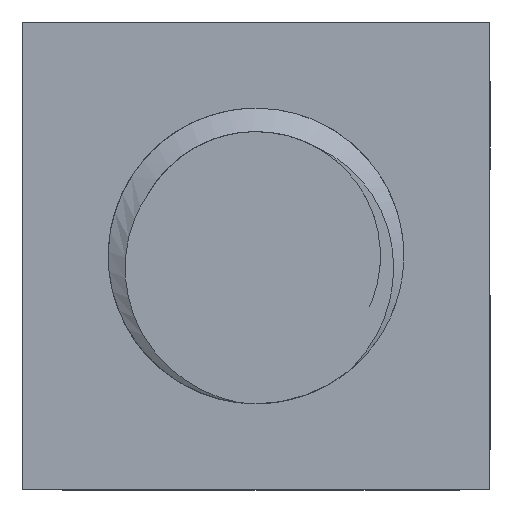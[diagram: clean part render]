
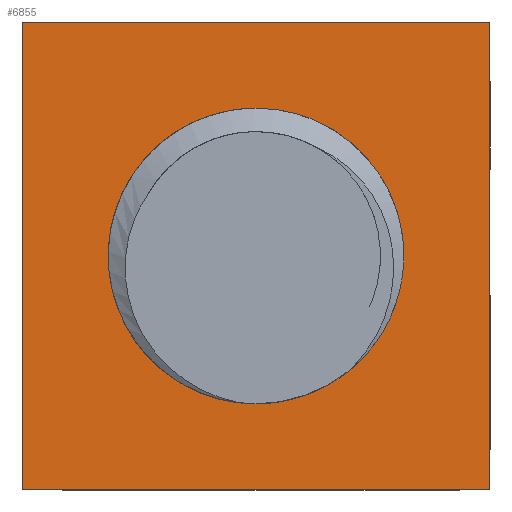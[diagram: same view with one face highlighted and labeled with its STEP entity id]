
A CAD part, front view. The second image highlights one B-rep face of the part: STEP entity #6855.
In plain terms, the highlighted planar face has unit normal (0, -1, 0).
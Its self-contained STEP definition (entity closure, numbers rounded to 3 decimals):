
#232 = CARTESIAN_POINT ( 'NONE',  ( 0., 96., 0. ) ) ;
#340 = LINE ( 'NONE', #8160, #2052 ) ;
#574 = ORIENTED_EDGE ( 'NONE', *, *, #3224, .F. ) ;
#712 = ORIENTED_EDGE ( 'NONE', *, *, #6738, .F. ) ;
#749 = EDGE_LOOP ( 'NONE', ( #3565, #574 ) ) ;
#821 = CARTESIAN_POINT ( 'NONE',  ( -9.5, 96., 9.5 ) ) ;
#953 = FACE_BOUND ( 'NONE', #749, .T. ) ;
#1269 = VERTEX_POINT ( 'NONE', #6572 ) ;
#1468 = VERTEX_POINT ( 'NONE', #5265 ) ;
#1691 = EDGE_CURVE ( 'NONE', #3734, #1958, #4301, .T. ) ;
#1694 = CARTESIAN_POINT ( 'NONE',  ( 0., 96., 0. ) ) ;
#1847 = CARTESIAN_POINT ( 'NONE',  ( 9.5, 96., 9.5 ) ) ;
#1900 = CARTESIAN_POINT ( 'NONE',  ( 9.5, 96., 9.5 ) ) ;
#1958 = VERTEX_POINT ( 'NONE', #1900 ) ;
#2025 = CARTESIAN_POINT ( 'NONE',  ( -9.5, 96., 9.5 ) ) ;
#2052 = VECTOR ( 'NONE', #2342, 1000. ) ;
#2342 = DIRECTION ( 'NONE',  ( -1., 0., 0. ) ) ;
#2540 = EDGE_CURVE ( 'NONE', #1958, #2960, #3249, .T. ) ;
#2823 = CIRCLE ( 'NONE', #4032, 6. ) ;
#2882 = CARTESIAN_POINT ( 'NONE',  ( -9.5, 96., 9.5 ) ) ;
#2930 = CIRCLE ( 'NONE', #5362, 6. ) ;
#2960 = VERTEX_POINT ( 'NONE', #4063 ) ;
#3093 = DIRECTION ( 'NONE',  ( 0., -1., 0. ) ) ;
#3137 = VECTOR ( 'NONE', #3673, 1000. ) ;
#3157 = DIRECTION ( 'NONE',  ( 0., 0., -1. ) ) ;
#3224 = EDGE_CURVE ( 'NONE', #1269, #3243, #2823, .T. ) ;
#3243 = VERTEX_POINT ( 'NONE', #6400 ) ;
#3249 = LINE ( 'NONE', #1847, #4775 ) ;
#3565 = ORIENTED_EDGE ( 'NONE', *, *, #6962, .F. ) ;
#3673 = DIRECTION ( 'NONE',  ( 0., 0., 1. ) ) ;
#3734 = VERTEX_POINT ( 'NONE', #2025 ) ;
#3757 = EDGE_LOOP ( 'NONE', ( #8952, #4308, #8593, #712 ) ) ;
#3802 = PLANE ( 'NONE',  #9202 ) ;
#3939 = EDGE_CURVE ( 'NONE', #1468, #3734, #8544, .T. ) ;
#4032 = AXIS2_PLACEMENT_3D ( 'NONE', #5798, #4345, #7804 ) ;
#4063 = CARTESIAN_POINT ( 'NONE',  ( 9.5, 96., -9.5 ) ) ;
#4301 = LINE ( 'NONE', #2882, #7058 ) ;
#4308 = ORIENTED_EDGE ( 'NONE', *, *, #1691, .F. ) ;
#4345 = DIRECTION ( 'NONE',  ( 0., -1., 0. ) ) ;
#4775 = VECTOR ( 'NONE', #3157, 1000. ) ;
#5265 = CARTESIAN_POINT ( 'NONE',  ( -9.5, 96., -9.5 ) ) ;
#5285 = DIRECTION ( 'NONE',  ( 0., -1., 0. ) ) ;
#5362 = AXIS2_PLACEMENT_3D ( 'NONE', #232, #5285, #8142 ) ;
#5798 = CARTESIAN_POINT ( 'NONE',  ( 0., 96., 0. ) ) ;
#6400 = CARTESIAN_POINT ( 'NONE',  ( 0., 96., -6. ) ) ;
#6572 = CARTESIAN_POINT ( 'NONE',  ( 0., 96., 6. ) ) ;
#6738 = EDGE_CURVE ( 'NONE', #2960, #1468, #340, .T. ) ;
#6855 = ADVANCED_FACE ( 'NONE', ( #953, #7271 ), #3802, .T. ) ;
#6962 = EDGE_CURVE ( 'NONE', #3243, #1269, #2930, .T. ) ;
#7058 = VECTOR ( 'NONE', #7155, 1000. ) ;
#7155 = DIRECTION ( 'NONE',  ( 1., 0., 0. ) ) ;
#7271 = FACE_OUTER_BOUND ( 'NONE', #3757, .T. ) ;
#7318 = DIRECTION ( 'NONE',  ( 0., 0., -1. ) ) ;
#7804 = DIRECTION ( 'NONE',  ( 0., 0., -1. ) ) ;
#8142 = DIRECTION ( 'NONE',  ( 0., 0., -1. ) ) ;
#8160 = CARTESIAN_POINT ( 'NONE',  ( -9.5, 96., -9.5 ) ) ;
#8544 = LINE ( 'NONE', #821, #3137 ) ;
#8593 = ORIENTED_EDGE ( 'NONE', *, *, #3939, .F. ) ;
#8952 = ORIENTED_EDGE ( 'NONE', *, *, #2540, .F. ) ;
#9202 = AXIS2_PLACEMENT_3D ( 'NONE', #1694, #3093, #7318 ) ;
